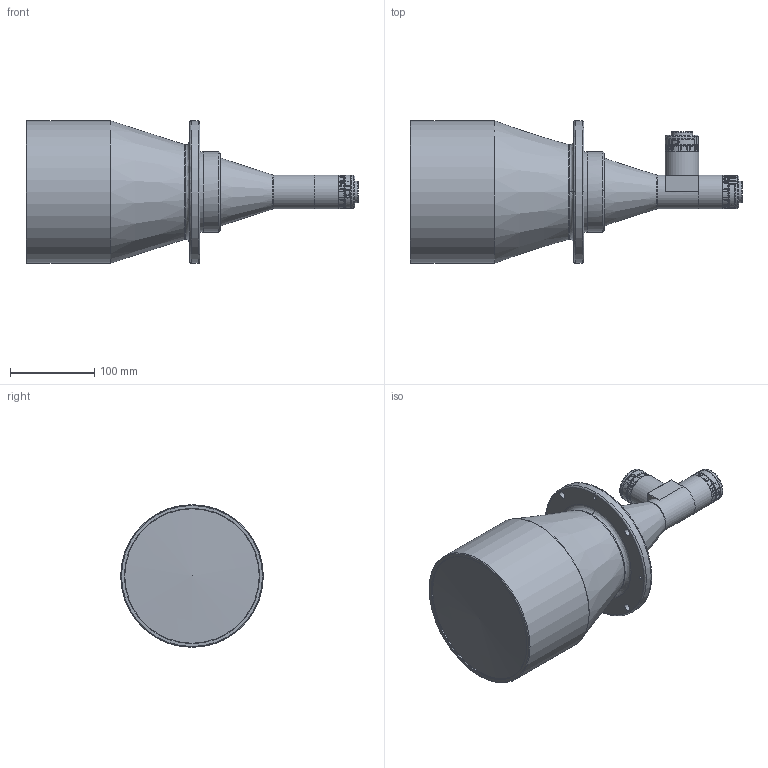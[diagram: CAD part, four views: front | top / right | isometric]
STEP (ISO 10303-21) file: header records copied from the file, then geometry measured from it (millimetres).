
FILE_DESCRIPTION (( 'STEP AP203' ), '1' );
FILE_NAME ('610105.STEP', '2025-06-13T01:11:08', ( 'Windows User' ), ( 'P R C' ), 'SwSTEP 2.0', 'SolidWorks 2020', '' );
FILE_SCHEMA (( 'CONFIG_CONTROL_DESIGN' ));
Length unit declared in the file: millimetre
Products named in the file (1): 610105
Bounding box: 393.43 x 169 x 169 mm (x, y, z)
Volume: 4474238.7 mm3; surface area: 197969.5 mm2
Topology: 1 solids, 1 shells, 354 faces, 942 edges, 606 vertices
Faces by surface type: cylinder 186, cone 98, plane 56, bspline 14
Full cylindrical faces by diameter (mm): 2.5 x6, 4.2 x4, 8.5 x4, 22 x2, 25.4 x2, 35.962 x1, 40 x3, 81 x1, 95 x2, 159.3 x1, 169 x2
Entity records: 12518 total; most frequent: CARTESIAN_POINT 4433, ORIENTED_EDGE 1718, DIRECTION 1549, EDGE_CURVE 859, AXIS2_PLACEMENT_3D 663, VERTEX_POINT 579, EDGE_LOOP 444, FACE_OUTER_BOUND 381
